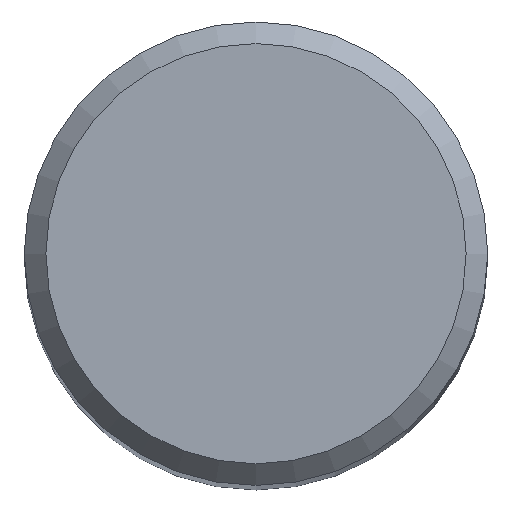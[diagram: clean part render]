
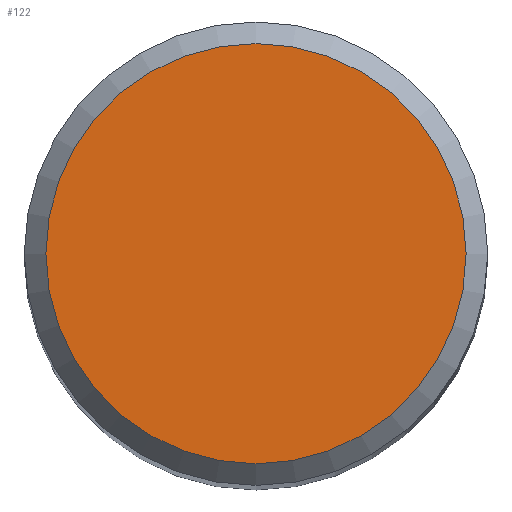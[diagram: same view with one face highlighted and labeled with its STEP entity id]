
A CAD part, top view. The second image highlights one B-rep face of the part: STEP entity #122.
In plain terms, the highlighted planar face has unit normal (0, 0, 1).
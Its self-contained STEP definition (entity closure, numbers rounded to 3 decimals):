
#112=PLANE('',#285);
#115=FACE_OUTER_BOUND('',#148,.T.);
#122=ADVANCED_FACE('',(#115),#112,.T.);
#148=EDGE_LOOP('',(#162));
#162=ORIENTED_EDGE('',*,*,#181,.T.);
#173=VERTEX_POINT('',#375);
#181=EDGE_CURVE('',#173,#173,#188,.T.);
#188=CIRCLE('',#284,5.498);
#284=AXIS2_PLACEMENT_3D('',#374,#324,#325);
#285=AXIS2_PLACEMENT_3D('',#376,#326,#327);
#324=DIRECTION('',(0.,0.,1.));
#325=DIRECTION('',(0.,1.,0.));
#326=DIRECTION('',(0.,0.,1.));
#327=DIRECTION('',(0.,1.,0.));
#374=CARTESIAN_POINT('',(0.,0.,0.));
#375=CARTESIAN_POINT('',(0.,5.498,0.));
#376=CARTESIAN_POINT('',(0.,0.,0.));
